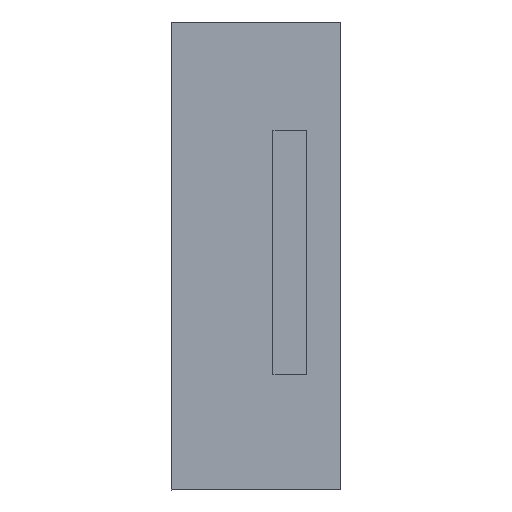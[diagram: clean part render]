
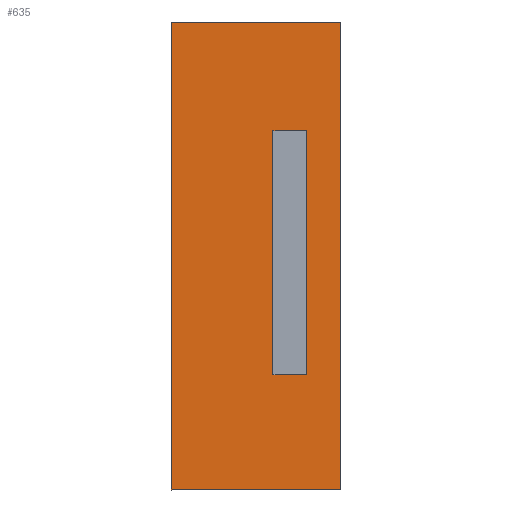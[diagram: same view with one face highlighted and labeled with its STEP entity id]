
A CAD part, left-side view. The second image highlights one B-rep face of the part: STEP entity #635.
In plain terms, the highlighted planar face has unit normal (-1, 0, 0).
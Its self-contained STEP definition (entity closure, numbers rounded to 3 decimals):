
#26=FACE_BOUND('',#76,.T.);
#39=FACE_OUTER_BOUND('',#75,.T.);
#75=EDGE_LOOP('',(#444,#445,#446,#447));
#76=EDGE_LOOP('',(#448,#449,#450,#451));
#117=LINE('',#897,#200);
#128=LINE('',#919,#211);
#131=LINE('',#925,#214);
#132=LINE('',#926,#215);
#133=LINE('',#929,#216);
#134=LINE('',#931,#217);
#135=LINE('',#933,#218);
#136=LINE('',#934,#219);
#200=VECTOR('',#729,10.);
#211=VECTOR('',#746,10.);
#214=VECTOR('',#751,10.);
#215=VECTOR('',#752,10.);
#216=VECTOR('',#753,10.);
#217=VECTOR('',#754,10.);
#218=VECTOR('',#755,10.);
#219=VECTOR('',#756,10.);
#283=VERTEX_POINT('',#894);
#284=VERTEX_POINT('',#896);
#292=VERTEX_POINT('',#918);
#294=VERTEX_POINT('',#924);
#295=VERTEX_POINT('',#927);
#296=VERTEX_POINT('',#928);
#297=VERTEX_POINT('',#930);
#298=VERTEX_POINT('',#932);
#339=EDGE_CURVE('',#284,#283,#117,.T.);
#350=EDGE_CURVE('',#292,#284,#128,.T.);
#353=EDGE_CURVE('',#294,#283,#131,.T.);
#354=EDGE_CURVE('',#294,#292,#132,.T.);
#355=EDGE_CURVE('',#295,#296,#133,.T.);
#356=EDGE_CURVE('',#296,#297,#134,.T.);
#357=EDGE_CURVE('',#297,#298,#135,.T.);
#358=EDGE_CURVE('',#298,#295,#136,.T.);
#444=ORIENTED_EDGE('',*,*,#339,.T.);
#445=ORIENTED_EDGE('',*,*,#353,.F.);
#446=ORIENTED_EDGE('',*,*,#354,.T.);
#447=ORIENTED_EDGE('',*,*,#350,.T.);
#448=ORIENTED_EDGE('',*,*,#355,.T.);
#449=ORIENTED_EDGE('',*,*,#356,.T.);
#450=ORIENTED_EDGE('',*,*,#357,.T.);
#451=ORIENTED_EDGE('',*,*,#358,.T.);
#602=PLANE('',#685);
#635=ADVANCED_FACE('',(#39,#26),#602,.T.);
#685=AXIS2_PLACEMENT_3D('',#923,#749,#750);
#729=DIRECTION('',(0.,0.,1.));
#746=DIRECTION('',(0.,-1.,0.));
#749=DIRECTION('center_axis',(-1.,0.,0.));
#750=DIRECTION('ref_axis',(0.,0.,-1.));
#751=DIRECTION('',(0.,-1.,0.));
#752=DIRECTION('',(0.,0.,-1.));
#753=DIRECTION('',(0.,0.,-1.));
#754=DIRECTION('',(0.,1.,0.));
#755=DIRECTION('',(0.,0.,1.));
#756=DIRECTION('',(0.,-1.,0.));
#894=CARTESIAN_POINT('',(-15.,15.,56.));
#896=CARTESIAN_POINT('',(-15.,15.,-13.));
#897=CARTESIAN_POINT('',(-15.,15.,38.75));
#918=CARTESIAN_POINT('',(-15.,40.,-13.));
#919=CARTESIAN_POINT('',(-15.,40.,-13.));
#923=CARTESIAN_POINT('Origin',(-15.,40.,56.));
#924=CARTESIAN_POINT('',(-15.,40.,56.));
#925=CARTESIAN_POINT('',(-15.,40.,56.));
#926=CARTESIAN_POINT('',(-15.,40.,56.));
#927=CARTESIAN_POINT('',(-15.,20.,40.));
#928=CARTESIAN_POINT('',(-15.,20.,4.002));
#929=CARTESIAN_POINT('',(-15.,20.,48.));
#930=CARTESIAN_POINT('',(-15.,25.,4.002));
#931=CARTESIAN_POINT('',(-15.,30.,4.002));
#932=CARTESIAN_POINT('',(-15.,25.,40.));
#933=CARTESIAN_POINT('',(-15.,25.,30.001));
#934=CARTESIAN_POINT('',(-15.,32.5,40.));
